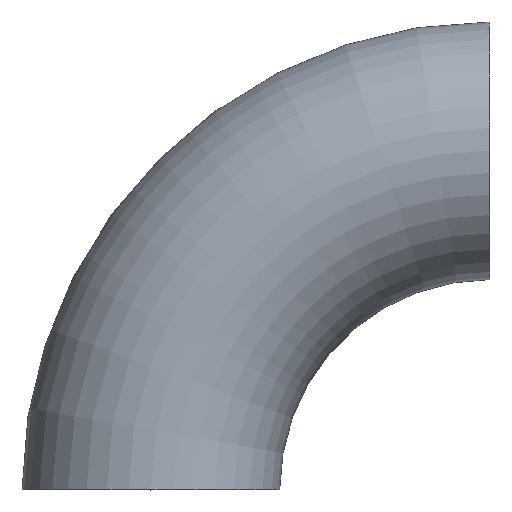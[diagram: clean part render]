
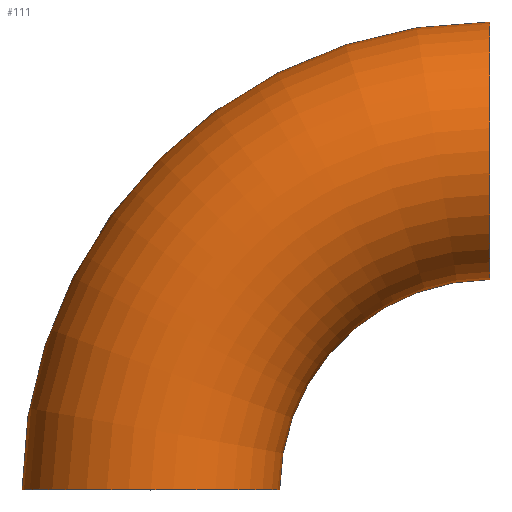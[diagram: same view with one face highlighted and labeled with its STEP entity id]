
A CAD part, top view. The second image highlights one B-rep face of the part: STEP entity #111.
In plain terms, the highlighted toroidal (fillet/blend) face has major radius 400 mm and minor radius 152 mm.
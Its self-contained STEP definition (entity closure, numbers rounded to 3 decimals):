
#3 = DIRECTION ( 'NONE',  ( 0., 0., 1. ) ) ;
#6 = DIRECTION ( 'NONE',  ( 1., 0., 0. ) ) ;
#10 = ORIENTED_EDGE ( 'NONE', *, *, #40, .T. ) ;
#19 = CARTESIAN_POINT ( 'NONE',  ( 400., 400., 0. ) ) ;
#34 = DIRECTION ( 'NONE',  ( 0., 0., 1. ) ) ;
#40 = EDGE_CURVE ( 'NONE', #42, #71, #99, .T. ) ;
#42 = VERTEX_POINT ( 'NONE', #218 ) ;
#53 = EDGE_CURVE ( 'NONE', #232, #71, #203, .T. ) ;
#56 = CARTESIAN_POINT ( 'NONE',  ( 400., 0., 0. ) ) ;
#57 = TOROIDAL_SURFACE ( 'NONE', #172, 400., 152. ) ;
#63 = AXIS2_PLACEMENT_3D ( 'NONE', #223, #65, #3 ) ;
#65 = DIRECTION ( 'NONE',  ( 0., 1., 0. ) ) ;
#66 = DIRECTION ( 'NONE',  ( 1., 0., 0. ) ) ;
#71 = VERTEX_POINT ( 'NONE', #243 ) ;
#75 = CIRCLE ( 'NONE', #251, 552. ) ;
#81 = AXIS2_PLACEMENT_3D ( 'NONE', #56, #34, #177 ) ;
#90 = CARTESIAN_POINT ( 'NONE',  ( 400., 552., 0. ) ) ;
#97 = CARTESIAN_POINT ( 'NONE',  ( 400., 248., 0. ) ) ;
#99 = CIRCLE ( 'NONE', #63, 152. ) ;
#102 = VERTEX_POINT ( 'NONE', #90 ) ;
#111 = ADVANCED_FACE ( 'NONE', ( #227 ), #57, .T. ) ;
#118 = CARTESIAN_POINT ( 'NONE',  ( 400., 0., 0. ) ) ;
#128 = ORIENTED_EDGE ( 'NONE', *, *, #141, .F. ) ;
#141 = EDGE_CURVE ( 'NONE', #102, #232, #193, .T. ) ;
#145 = CARTESIAN_POINT ( 'NONE',  ( 400., 0., 0. ) ) ;
#160 = DIRECTION ( 'NONE',  ( 0., 0., 1. ) ) ;
#172 = AXIS2_PLACEMENT_3D ( 'NONE', #145, #244, #6 ) ;
#176 = EDGE_CURVE ( 'NONE', #102, #42, #75, .T. ) ;
#177 = DIRECTION ( 'NONE',  ( 1., 0., 0. ) ) ;
#193 = CIRCLE ( 'NONE', #199, 152. ) ;
#199 = AXIS2_PLACEMENT_3D ( 'NONE', #19, #66, #160 ) ;
#200 = ORIENTED_EDGE ( 'NONE', *, *, #176, .T. ) ;
#203 = CIRCLE ( 'NONE', #81, 248. ) ;
#207 = ORIENTED_EDGE ( 'NONE', *, *, #53, .F. ) ;
#211 = DIRECTION ( 'NONE',  ( 1., 0., 0. ) ) ;
#218 = CARTESIAN_POINT ( 'NONE',  ( -152., 0., 0. ) ) ;
#219 = EDGE_LOOP ( 'NONE', ( #128, #200, #10, #207 ) ) ;
#223 = CARTESIAN_POINT ( 'NONE',  ( 0., 0., 0. ) ) ;
#227 = FACE_OUTER_BOUND ( 'NONE', #219, .T. ) ;
#232 = VERTEX_POINT ( 'NONE', #97 ) ;
#243 = CARTESIAN_POINT ( 'NONE',  ( 152., 0., 0. ) ) ;
#244 = DIRECTION ( 'NONE',  ( 0., 0., 1. ) ) ;
#249 = DIRECTION ( 'NONE',  ( 0., 0., 1. ) ) ;
#251 = AXIS2_PLACEMENT_3D ( 'NONE', #118, #249, #211 ) ;
